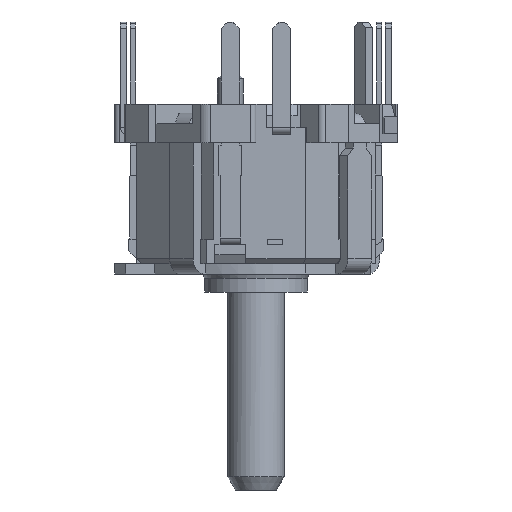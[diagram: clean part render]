
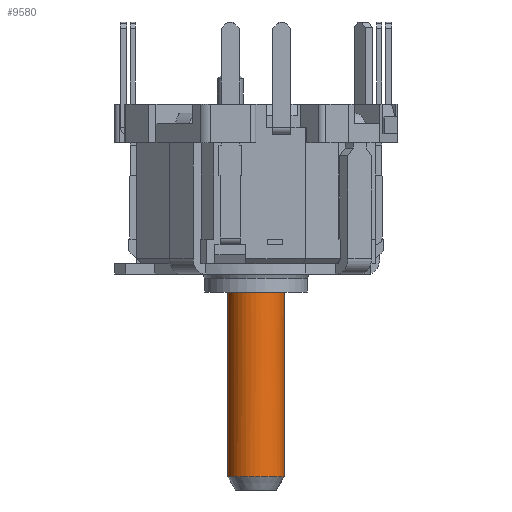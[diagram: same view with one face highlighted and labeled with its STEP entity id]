
A CAD part, front view. The second image highlights one B-rep face of the part: STEP entity #9580.
In plain terms, the highlighted cylindrical face has radius 1.1 mm (diameter 2.2 mm), a full revolution.
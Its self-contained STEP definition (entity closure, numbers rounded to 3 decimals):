
#487=LINE('',#13225,#1711);
#488=LINE('',#13229,#1712);
#489=LINE('',#13233,#1713);
#1711=VECTOR('',#10735,1.1);
#1712=VECTOR('',#10738,1000.);
#1713=VECTOR('',#10741,1000.);
#2935=CYLINDRICAL_SURFACE('',#10103,1.1);
#2989=FACE_OUTER_BOUND('',#3489,.T.);
#3489=EDGE_LOOP('',(#6366,#6367,#6368,#6369,#6370,#6371,#6372,#6373));
#4005=CIRCLE('',#10104,1.1);
#4006=CIRCLE('',#10105,1.1);
#4007=CIRCLE('',#10106,1.1);
#4008=CIRCLE('',#10107,1.1);
#4127=VERTEX_POINT('',#13222);
#4128=VERTEX_POINT('',#13224);
#4129=VERTEX_POINT('',#13226);
#4130=VERTEX_POINT('',#13228);
#4131=VERTEX_POINT('',#13230);
#4132=VERTEX_POINT('',#13232);
#5004=EDGE_CURVE('',#4127,#4127,#4005,.T.);
#5005=EDGE_CURVE('',#4127,#4128,#487,.T.);
#5006=EDGE_CURVE('',#4128,#4129,#4006,.T.);
#5007=EDGE_CURVE('',#4130,#4129,#488,.T.);
#5008=EDGE_CURVE('',#4131,#4130,#4007,.T.);
#5009=EDGE_CURVE('',#4131,#4132,#489,.T.);
#5010=EDGE_CURVE('',#4132,#4128,#4008,.T.);
#6366=ORIENTED_EDGE('',*,*,#5004,.T.);
#6367=ORIENTED_EDGE('',*,*,#5005,.T.);
#6368=ORIENTED_EDGE('',*,*,#5006,.T.);
#6369=ORIENTED_EDGE('',*,*,#5007,.F.);
#6370=ORIENTED_EDGE('',*,*,#5008,.F.);
#6371=ORIENTED_EDGE('',*,*,#5009,.T.);
#6372=ORIENTED_EDGE('',*,*,#5010,.T.);
#6373=ORIENTED_EDGE('',*,*,#5005,.F.);
#9580=ADVANCED_FACE('',(#2989),#2935,.T.);
#10103=AXIS2_PLACEMENT_3D('',#13221,#10731,#10732);
#10104=AXIS2_PLACEMENT_3D('',#13223,#10733,#10734);
#10105=AXIS2_PLACEMENT_3D('',#13227,#10736,#10737);
#10106=AXIS2_PLACEMENT_3D('',#13231,#10739,#10740);
#10107=AXIS2_PLACEMENT_3D('',#13234,#10742,#10743);
#10731=DIRECTION('center_axis',(0.,0.,
1.));
#10732=DIRECTION('ref_axis',(1.,0.,0.));
#10733=DIRECTION('center_axis',(0.,0.,-1.));
#10734=DIRECTION('ref_axis',(0.,-1.,0.));
#10735=DIRECTION('',(0.,0.,-1.));
#10736=DIRECTION('center_axis',(0.,0.,
1.));
#10737=DIRECTION('ref_axis',(1.,0.,0.));
#10738=DIRECTION('',(0.,0.,-1.));
#10739=DIRECTION('center_axis',(0.,0.,
-1.));
#10740=DIRECTION('ref_axis',(-1.,0.,0.));
#10741=DIRECTION('',(0.,0.,-1.));
#10742=DIRECTION('center_axis',(0.,0.,
1.));
#10743=DIRECTION('ref_axis',(1.,0.,0.));
#13221=CARTESIAN_POINT('Origin',(0.,0.,
-0.162));
#13222=CARTESIAN_POINT('',(-1.1,0.,-7.3));
#13223=CARTESIAN_POINT('Origin',(0.,0.,
-7.3));
#13224=CARTESIAN_POINT('',(-1.1,0.,-14.48));
#13225=CARTESIAN_POINT('',(-1.1,0.,-0.162));
#13226=CARTESIAN_POINT('',(1.058,0.3,-14.48));
#13227=CARTESIAN_POINT('Origin',(0.,0.,
-14.48));
#13228=CARTESIAN_POINT('',(1.058,0.3,-11.5));
#13229=CARTESIAN_POINT('',(1.058,0.3,-11.5));
#13230=CARTESIAN_POINT('',(-1.058,0.3,-11.5));
#13231=CARTESIAN_POINT('Origin',(0.,0.,
-11.5));
#13232=CARTESIAN_POINT('',(-1.058,0.3,-14.48));
#13233=CARTESIAN_POINT('',(-1.058,0.3,-11.5));
#13234=CARTESIAN_POINT('Origin',(0.,0.,
-14.48));
